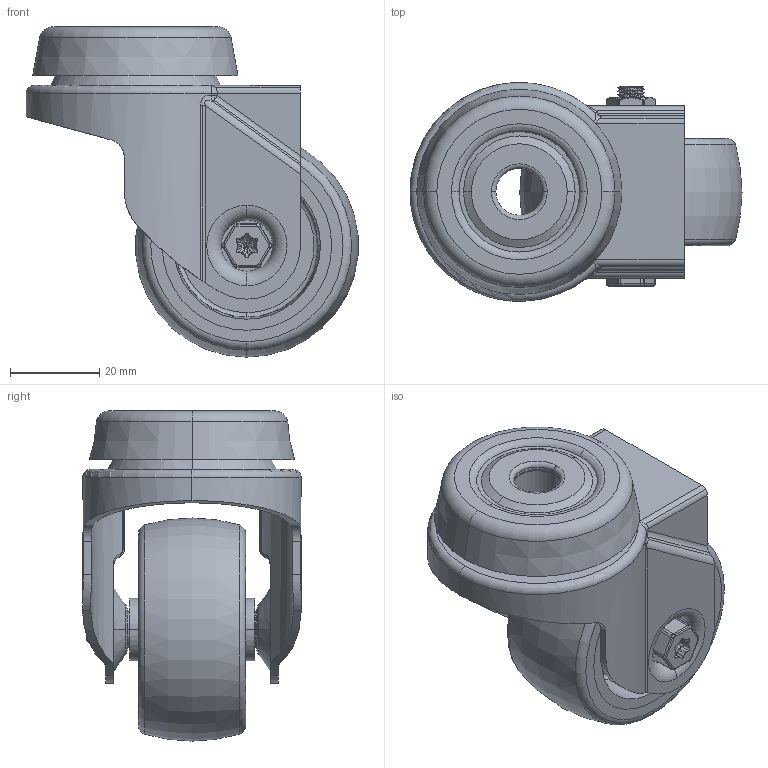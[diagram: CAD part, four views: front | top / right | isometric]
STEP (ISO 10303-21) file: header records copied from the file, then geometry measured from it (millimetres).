
FILE_DESCRIPTION(('STEP AP214'),'1');
FILE_NAME('BZRA50GRBH10.STEP','2022-06-21T15:15:01',(' '),(' '),'Spatial InterOp 3D',' ',' ');
FILE_SCHEMA(('AUTOMOTIVE_DESIGN { 1 0 10303 214 1 1 1 1 }'));
Length unit declared in the file: metre
Products named in the file (13): BZRA50ASBH10; ZINC PLATED PRESSED STEEL FORKS; ZINC PLATED PRESSED STEEL HEAD; BZRA50GRBH10; BZL50WGR28; POLYPROPYLENE RIM; GREY THERMOPLASTIC RUBBER TYRE; TUBEM8X30; ZINC PLATED AXLE TUBE; BOLTBZRA6MM; ZINC PLATED AXLE BOLT; NM6GR8HALFGR8; ZINC PLATED LOCKING NUT
Assembly tree (12 placements, depth 3):
  BZRA50GRBH10
    BZRA50ASBH10
      ZINC PLATED PRESSED STEEL FORKS
      ZINC PLATED PRESSED STEEL HEAD
    BZL50WGR28
      POLYPROPYLENE RIM
      GREY THERMOPLASTIC RUBBER TYRE
    TUBEM8X30
      ZINC PLATED AXLE TUBE
    BOLTBZRA6MM
      ZINC PLATED AXLE BOLT
    NM6GR8HALFGR8
      ZINC PLATED LOCKING NUT
Bounding box: 74.39 x 48.99 x 74 mm (x, y, z)
Volume: 49893.7 mm3; surface area: 41461.9 mm2
Topology: 7 solids, 7 shells, 396 faces, 977 edges, 608 vertices
Faces by surface type: cylinder 172, torus 74, plane 60, cone 44, bspline 42, sphere 4
Entity records: 32150 total; most frequent: CARTESIAN_POINT 22504, DIRECTION 2029, ORIENTED_EDGE 1938, EDGE_CURVE 969, AXIS2_PLACEMENT_3D 885, VERTEX_POINT 608, CIRCLE 503, EDGE_LOOP 433
